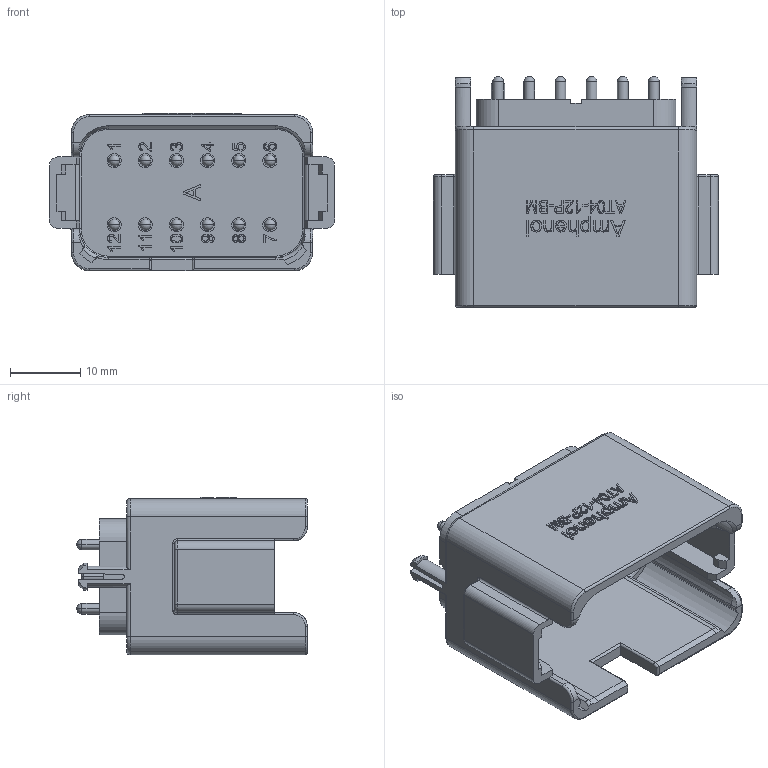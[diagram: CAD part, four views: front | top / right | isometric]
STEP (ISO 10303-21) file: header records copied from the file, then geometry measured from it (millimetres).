
FILE_DESCRIPTION((''),'2;1');
FILE_NAME('26-80433-12A','2016-02-26T',('Orion.Li'),(''),'PRO/ENGINEER BY PARAMETRIC TECHNOLOGY CORPORATION, 2013230','PRO/ENGINEER BY PARAMETRIC TECHNOLOGY CORPORATION, 2013230','');
FILE_SCHEMA(('CONFIG_CONTROL_DESIGN'));
Length unit declared in the file: millimetre
Products named in the file (1): 26-80433-12A
Bounding box: 40.45 x 32.75 x 22.4 mm (x, y, z)
Volume: 7037.7 mm3; surface area: 7979.3 mm2
Topology: 1 solids, 1 shells, 1008 faces, 2710 edges, 1746 vertices
Faces by surface type: extrusion 386, plane 377, cylinder 155, sphere 48, torus 26, cone 12, bspline 4
Entity records: 32559 total; most frequent: CARTESIAN_POINT 8869, ORIENTED_EDGE 5324, DIRECTION 3822, EDGE_CURVE 2662, VECTOR 1846, VERTEX_POINT 1746, LINE 1460, B_SPLINE_CURVE_WITH_KNOTS 1218
